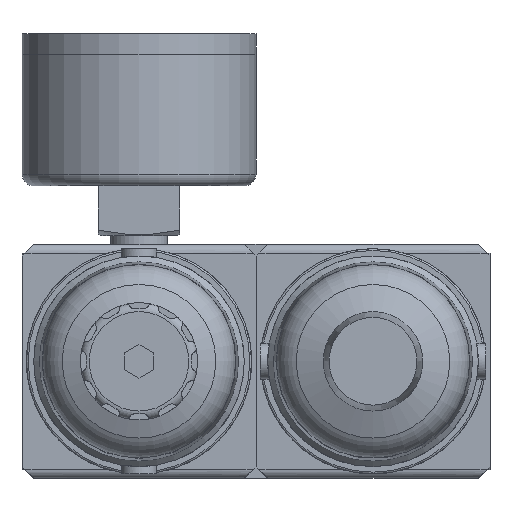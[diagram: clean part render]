
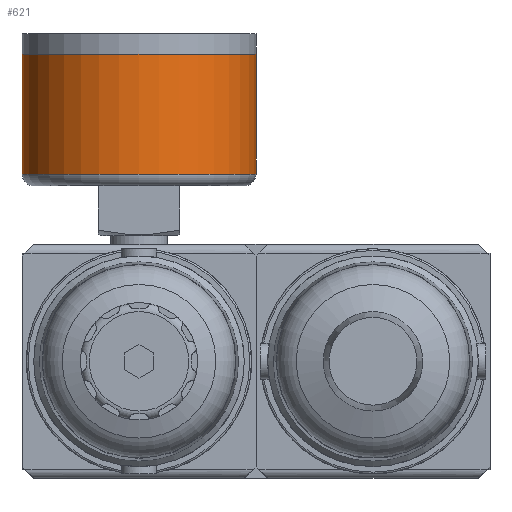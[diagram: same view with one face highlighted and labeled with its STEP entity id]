
A CAD part, front view. The second image highlights one B-rep face of the part: STEP entity #621.
In plain terms, the highlighted cylindrical face has radius 20 mm (diameter 40 mm), a full revolution.
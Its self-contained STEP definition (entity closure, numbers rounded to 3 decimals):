
#621 = ADVANCED_FACE( '', ( #1552, #1553 ), #1554, .T. );
#1552 = FACE_OUTER_BOUND( '', #2986, .T. );
#1553 = FACE_OUTER_BOUND( '', #2987, .T. );
#1554 = CYLINDRICAL_SURFACE( '', #2988, 20. );
#2986 = EDGE_LOOP( '', ( #5651 ) );
#2987 = EDGE_LOOP( '', ( #5652 ) );
#2988 = AXIS2_PLACEMENT_3D( '', #5653, #5654, #5655 );
#5651 = ORIENTED_EDGE( '', *, *, #9281, .F. );
#5652 = ORIENTED_EDGE( '', *, *, #9282, .T. );
#5653 = CARTESIAN_POINT( '', ( 0., 0., 15.5 ) );
#5654 = DIRECTION( '', ( 0., 0., 1. ) );
#5655 = DIRECTION( '', ( -1., 0., 0. ) );
#9281 = EDGE_CURVE( '', #11146, #11146, #11147, .T. );
#9282 = EDGE_CURVE( '', #11148, #11148, #11149, .T. );
#11146 = VERTEX_POINT( '', #14377 );
#11147 = CIRCLE( '', #14378, 20. );
#11148 = VERTEX_POINT( '', #14379 );
#11149 = CIRCLE( '', #14380, 20. );
#14377 = CARTESIAN_POINT( '', ( -20., 0., 17.5 ) );
#14378 = AXIS2_PLACEMENT_3D( '', #17961, #17962, #17963 );
#14379 = CARTESIAN_POINT( '', ( -20., 0., 37.98 ) );
#14380 = AXIS2_PLACEMENT_3D( '', #17964, #17965, #17966 );
#17961 = CARTESIAN_POINT( '', ( 0., 0., 17.5 ) );
#17962 = DIRECTION( '', ( 0., 0., -1. ) );
#17963 = DIRECTION( '', ( -1., 0., 0. ) );
#17964 = CARTESIAN_POINT( '', ( 0., 0., 37.98 ) );
#17965 = DIRECTION( '', ( 0., 0., -1. ) );
#17966 = DIRECTION( '', ( -1., 0., 0. ) );
